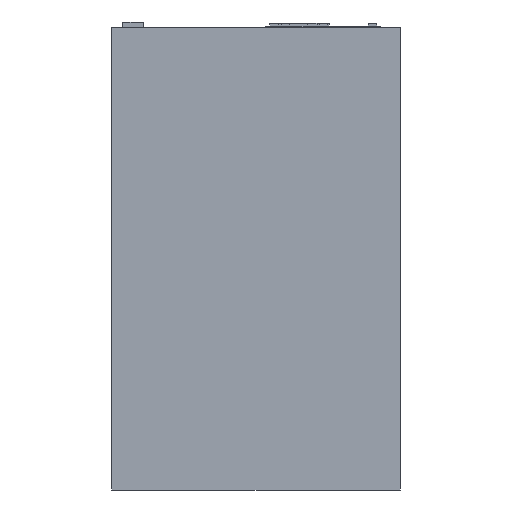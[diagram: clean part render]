
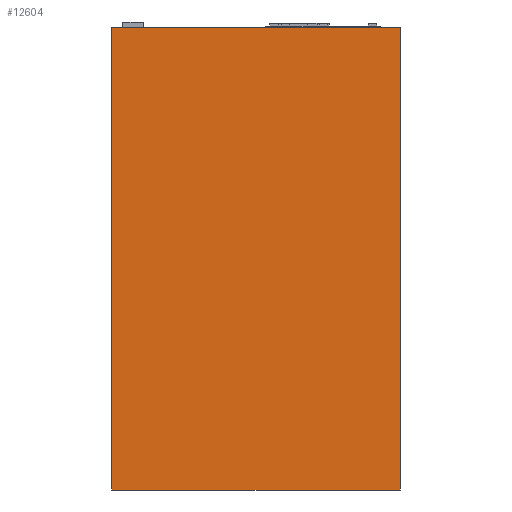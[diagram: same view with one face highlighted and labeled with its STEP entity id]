
A CAD part, front view. The second image highlights one B-rep face of the part: STEP entity #12604.
In plain terms, the highlighted planar face has unit normal (0, -1, 0).
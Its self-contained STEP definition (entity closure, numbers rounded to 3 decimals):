
#23 = VERTEX_POINT ( 'NONE', #11910 ) ;
#75 = ORIENTED_EDGE ( 'NONE', *, *, #13483, .F. ) ;
#208 = DIRECTION ( 'NONE',  ( 0., 0., -1. ) ) ;
#743 = CARTESIAN_POINT ( 'NONE',  ( 250., -800., 0. ) ) ;
#1361 = VERTEX_POINT ( 'NONE', #1445 ) ;
#1445 = CARTESIAN_POINT ( 'NONE',  ( -250., -800., 800. ) ) ;
#1889 = DIRECTION ( 'NONE',  ( 0., 0., -1. ) ) ;
#2025 = VECTOR ( 'NONE', #1889, 1000. ) ;
#2810 = CARTESIAN_POINT ( 'NONE',  ( -250., -800., 800. ) ) ;
#2984 = PLANE ( 'NONE',  #13990 ) ;
#3290 = EDGE_LOOP ( 'NONE', ( #5912, #3476, #75, #7983 ) ) ;
#3476 = ORIENTED_EDGE ( 'NONE', *, *, #9780, .F. ) ;
#3979 = VERTEX_POINT ( 'NONE', #743 ) ;
#3983 = CARTESIAN_POINT ( 'NONE',  ( -250., -800., 800. ) ) ;
#4827 = LINE ( 'NONE', #2810, #7565 ) ;
#5912 = ORIENTED_EDGE ( 'NONE', *, *, #11993, .T. ) ;
#6674 = LINE ( 'NONE', #14256, #7782 ) ;
#7290 = LINE ( 'NONE', #12842, #2025 ) ;
#7323 = VECTOR ( 'NONE', #208, 1000. ) ;
#7565 = VECTOR ( 'NONE', #9224, 1000. ) ;
#7782 = VECTOR ( 'NONE', #8913, 1000. ) ;
#7983 = ORIENTED_EDGE ( 'NONE', *, *, #9951, .T. ) ;
#8211 = VERTEX_POINT ( 'NONE', #13242 ) ;
#8913 = DIRECTION ( 'NONE',  ( 1., 0., 0. ) ) ;
#9224 = DIRECTION ( 'NONE',  ( 1., 0., 0. ) ) ;
#9780 = EDGE_CURVE ( 'NONE', #23, #3979, #7290, .T. ) ;
#9951 = EDGE_CURVE ( 'NONE', #1361, #8211, #11112, .T. ) ;
#10690 = FACE_OUTER_BOUND ( 'NONE', #3290, .T. ) ;
#11112 = LINE ( 'NONE', #13419, #7323 ) ;
#11632 = DIRECTION ( 'NONE',  ( 0., 1., 0. ) ) ;
#11910 = CARTESIAN_POINT ( 'NONE',  ( 250., -800., 800. ) ) ;
#11993 = EDGE_CURVE ( 'NONE', #8211, #3979, #6674, .T. ) ;
#12604 = ADVANCED_FACE ( 'NONE', ( #10690 ), #2984, .F. ) ;
#12842 = CARTESIAN_POINT ( 'NONE',  ( 250., -800., 800. ) ) ;
#13242 = CARTESIAN_POINT ( 'NONE',  ( -250., -800., 0. ) ) ;
#13419 = CARTESIAN_POINT ( 'NONE',  ( -250., -800., 800. ) ) ;
#13483 = EDGE_CURVE ( 'NONE', #1361, #23, #4827, .T. ) ;
#13731 = DIRECTION ( 'NONE',  ( 0., 0., 1. ) ) ;
#13990 = AXIS2_PLACEMENT_3D ( 'NONE', #3983, #11632, #13731 ) ;
#14256 = CARTESIAN_POINT ( 'NONE',  ( -250., -800., 0. ) ) ;
